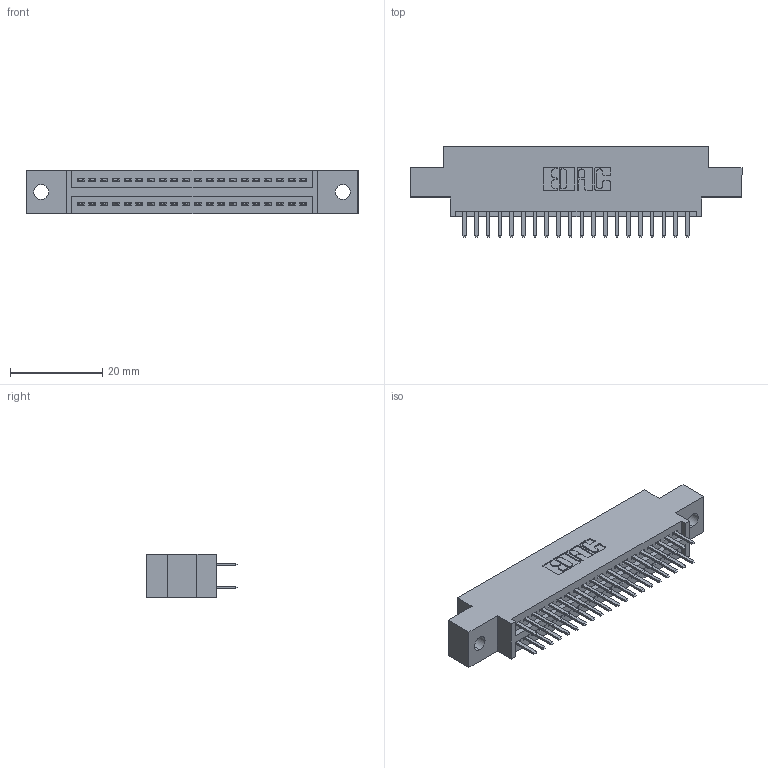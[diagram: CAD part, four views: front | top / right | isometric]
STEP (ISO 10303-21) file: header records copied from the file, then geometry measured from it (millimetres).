
FILE_DESCRIPTION (( 'STEP AP203' ), '1' );
FILE_NAME ('395-040-520-802.STEP', '2019-10-18T04:52:28', ( '' ), ( '' ), 'SwSTEP 2.0', 'SolidWorks 2016', '' );
FILE_SCHEMA (( 'CONFIG_CONTROL_DESIGN' ));
Length unit declared in the file: inch
Products named in the file (3): 395-040-520-802; 345 Part_0.170 Offset - 0.128 Dia; 345-292-001_345-293-120
Assembly tree (41 placements, depth 2):
  395-040-520-802
    345 Part_0.170 Offset - 0.128 Dia
    345-292-001_345-293-120  x40
Bounding box: 72.01 x 19.68 x 9.4 mm (x, y, z)
Volume: 6623.2 mm3; surface area: 9197.4 mm2
Topology: 41 solids, 41 shells, 2290 faces, 6633 edges, 4314 vertices
Faces by surface type: plane 1484, cylinder 806
Entity records: 18903 total; most frequent: CARTESIAN_POINT 3204, ORIENTED_EDGE 3126, DIRECTION 2839, EDGE_CURVE 1563, VECTOR 1347, LINE 1347, VERTEX_POINT 1038, AXIS2_PLACEMENT_3D 746
